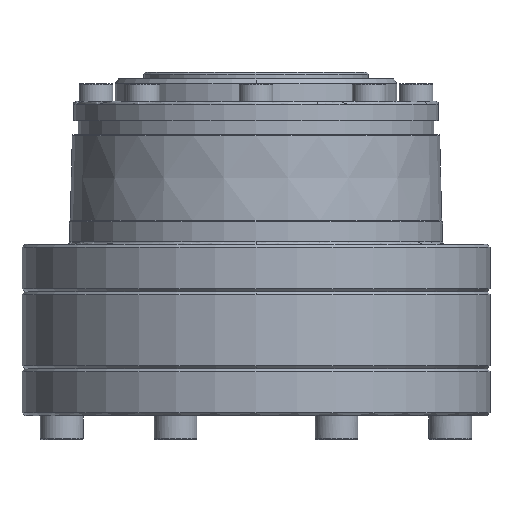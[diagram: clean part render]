
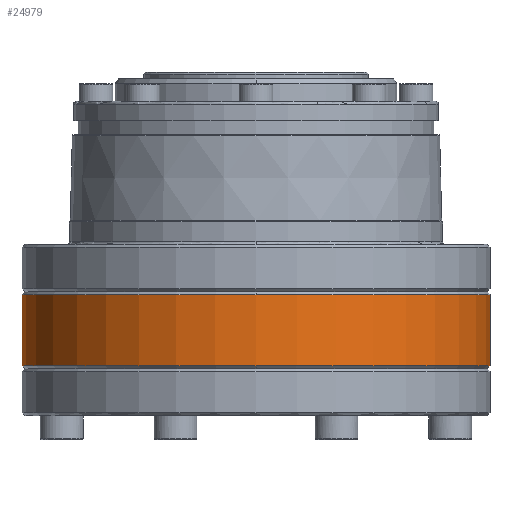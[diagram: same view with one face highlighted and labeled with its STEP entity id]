
A CAD part, front view. The second image highlights one B-rep face of the part: STEP entity #24979.
In plain terms, the highlighted cylindrical face has radius 39.5 mm (diameter 79 mm), a partial arc.
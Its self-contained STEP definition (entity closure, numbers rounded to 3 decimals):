
#109 = ORIENTED_EDGE ( 'NONE', *, *, #7226, .F. ) ;
#494 = DIRECTION ( 'NONE',  ( 0., 0., -1. ) ) ;
#759 = AXIS2_PLACEMENT_3D ( 'NONE', #12253, #494, #21192 ) ;
#981 = ORIENTED_EDGE ( 'NONE', *, *, #22852, .T. ) ;
#2513 = CARTESIAN_POINT ( 'NONE',  ( -39.5, 0., -49.5 ) ) ;
#4400 = CIRCLE ( 'NONE', #18078, 39.5 ) ;
#5327 = DIRECTION ( 'NONE',  ( 0., 0., -1. ) ) ;
#5511 = CARTESIAN_POINT ( 'NONE',  ( 39.5, 0., -37. ) ) ;
#5645 = CARTESIAN_POINT ( 'NONE',  ( 0., 0., -49.5 ) ) ;
#5796 = CARTESIAN_POINT ( 'NONE',  ( 0., 0., -37. ) ) ;
#5911 = DIRECTION ( 'NONE',  ( 0., 0., -1. ) ) ;
#6046 = EDGE_CURVE ( 'NONE', #29036, #8844, #22191, .T. ) ;
#6108 = EDGE_CURVE ( 'NONE', #27578, #8844, #27253, .T. ) ;
#6895 = ORIENTED_EDGE ( 'NONE', *, *, #28206, .F. ) ;
#7226 = EDGE_CURVE ( 'NONE', #23561, #17334, #36456, .T. ) ;
#8844 = VERTEX_POINT ( 'NONE', #35910 ) ;
#9228 = CARTESIAN_POINT ( 'NONE',  ( 39.5, 0., -37.5 ) ) ;
#9258 = LINE ( 'NONE', #5511, #12991 ) ;
#10023 = CARTESIAN_POINT ( 'NONE',  ( -39.5, 0., -37. ) ) ;
#11239 = CARTESIAN_POINT ( 'NONE',  ( 39.5, 0., -49.5 ) ) ;
#11351 = EDGE_LOOP ( 'NONE', ( #31114, #6895, #109, #28346, #981, #32974 ) ) ;
#12253 = CARTESIAN_POINT ( 'NONE',  ( 0., 0., -37.5 ) ) ;
#12991 = VECTOR ( 'NONE', #17018, 1000. ) ;
#13015 = AXIS2_PLACEMENT_3D ( 'NONE', #5796, #17177, #32021 ) ;
#14072 = CARTESIAN_POINT ( 'NONE',  ( 0., -39.5, -49.5 ) ) ;
#17018 = DIRECTION ( 'NONE',  ( 0., 0., 1. ) ) ;
#17022 = VERTEX_POINT ( 'NONE', #9228 ) ;
#17087 = EDGE_CURVE ( 'NONE', #23561, #17022, #9258, .T. ) ;
#17177 = DIRECTION ( 'NONE',  ( 0., 0., 1. ) ) ;
#17334 = VERTEX_POINT ( 'NONE', #14072 ) ;
#18078 = AXIS2_PLACEMENT_3D ( 'NONE', #35142, #5327, #37578 ) ;
#19427 = VECTOR ( 'NONE', #33804, 1000. ) ;
#19990 = CIRCLE ( 'NONE', #759, 39.5 ) ;
#21192 = DIRECTION ( 'NONE',  ( 1., 0., 0. ) ) ;
#22191 = CIRCLE ( 'NONE', #30688, 39.5 ) ;
#22852 = EDGE_CURVE ( 'NONE', #17022, #29036, #19990, .T. ) ;
#23561 = VERTEX_POINT ( 'NONE', #11239 ) ;
#24514 = CARTESIAN_POINT ( 'NONE',  ( 0., -39.5, -37.5 ) ) ;
#24979 = ADVANCED_FACE ( 'NONE', ( #32409 ), #36120, .T. ) ;
#27103 = CARTESIAN_POINT ( 'NONE',  ( 0., 0., -37.5 ) ) ;
#27253 = LINE ( 'NONE', #10023, #19427 ) ;
#27578 = VERTEX_POINT ( 'NONE', #2513 ) ;
#28206 = EDGE_CURVE ( 'NONE', #17334, #27578, #4400, .T. ) ;
#28346 = ORIENTED_EDGE ( 'NONE', *, *, #17087, .T. ) ;
#29036 = VERTEX_POINT ( 'NONE', #24514 ) ;
#30688 = AXIS2_PLACEMENT_3D ( 'NONE', #27103, #36135, #33151 ) ;
#31114 = ORIENTED_EDGE ( 'NONE', *, *, #6108, .F. ) ;
#31949 = AXIS2_PLACEMENT_3D ( 'NONE', #5645, #5911, #37397 ) ;
#32021 = DIRECTION ( 'NONE',  ( 1., 0., 0. ) ) ;
#32409 = FACE_OUTER_BOUND ( 'NONE', #11351, .T. ) ;
#32974 = ORIENTED_EDGE ( 'NONE', *, *, #6046, .T. ) ;
#33151 = DIRECTION ( 'NONE',  ( 1., 0., 0. ) ) ;
#33804 = DIRECTION ( 'NONE',  ( 0., 0., 1. ) ) ;
#35142 = CARTESIAN_POINT ( 'NONE',  ( 0., 0., -49.5 ) ) ;
#35910 = CARTESIAN_POINT ( 'NONE',  ( -39.5, 0., -37.5 ) ) ;
#36120 = CYLINDRICAL_SURFACE ( 'NONE', #13015, 39.5 ) ;
#36135 = DIRECTION ( 'NONE',  ( 0., 0., -1. ) ) ;
#36456 = CIRCLE ( 'NONE', #31949, 39.5 ) ;
#37397 = DIRECTION ( 'NONE',  ( 1., 0., 0. ) ) ;
#37578 = DIRECTION ( 'NONE',  ( 1., 0., 0. ) ) ;
